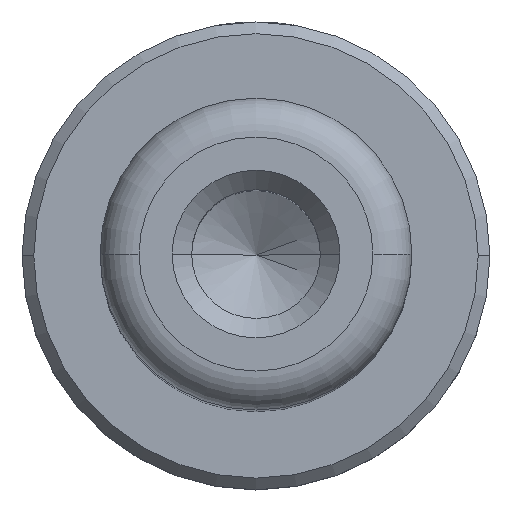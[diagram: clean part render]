
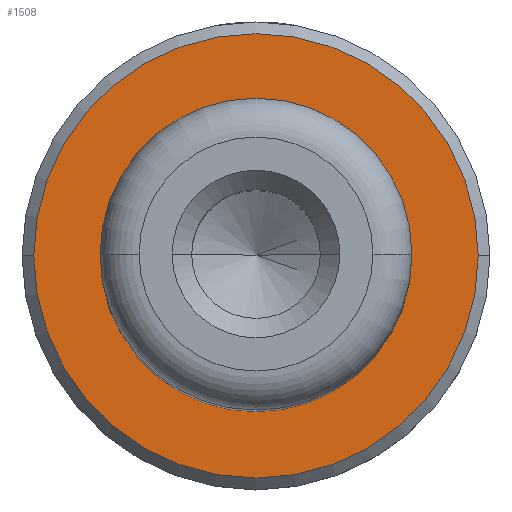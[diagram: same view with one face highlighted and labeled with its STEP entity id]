
A CAD part, top view. The second image highlights one B-rep face of the part: STEP entity #1508.
In plain terms, the highlighted planar face has unit normal (0, 0, 1).
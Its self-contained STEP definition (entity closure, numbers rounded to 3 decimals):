
#39 = ORIENTED_EDGE ( 'NONE', *, *, #470, .T. ) ;
#46 = ORIENTED_EDGE ( 'NONE', *, *, #1242, .T. ) ;
#71 = DIRECTION ( 'NONE',  ( 0., 0., 1. ) ) ;
#107 = EDGE_LOOP ( 'NONE', ( #471, #46 ) ) ;
#216 = CIRCLE ( 'NONE', #1656, 3.6 ) ;
#295 = DIRECTION ( 'NONE',  ( 0., 0., 1. ) ) ;
#304 = DIRECTION ( 'NONE',  ( 1., 0., 0. ) ) ;
#325 = PLANE ( 'NONE',  #1250 ) ;
#347 = DIRECTION ( 'NONE',  ( 0., 0., -1. ) ) ;
#350 = CARTESIAN_POINT ( 'NONE',  ( 3.6, 0., 11. ) ) ;
#409 = DIRECTION ( 'NONE',  ( 1., 0., 0. ) ) ;
#470 = EDGE_CURVE ( 'NONE', #1868, #1445, #1479, .T. ) ;
#471 = ORIENTED_EDGE ( 'NONE', *, *, #1857, .T. ) ;
#492 = AXIS2_PLACEMENT_3D ( 'NONE', #1950, #71, #409 ) ;
#510 = CARTESIAN_POINT ( 'NONE',  ( 0., 0., 11. ) ) ;
#518 = ORIENTED_EDGE ( 'NONE', *, *, #919, .T. ) ;
#521 = VERTEX_POINT ( 'NONE', #1020 ) ;
#602 = CIRCLE ( 'NONE', #492, 5.7 ) ;
#667 = CARTESIAN_POINT ( 'NONE',  ( -5.7, 0., 11. ) ) ;
#831 = DIRECTION ( 'NONE',  ( -1., 0., 0. ) ) ;
#838 = DIRECTION ( 'NONE',  ( 0., 0., -1. ) ) ;
#894 = CARTESIAN_POINT ( 'NONE',  ( 0., 0., 11. ) ) ;
#919 = EDGE_CURVE ( 'NONE', #1445, #1868, #602, .T. ) ;
#959 = VERTEX_POINT ( 'NONE', #350 ) ;
#997 = AXIS2_PLACEMENT_3D ( 'NONE', #894, #838, #831 ) ;
#1003 = FACE_OUTER_BOUND ( 'NONE', #1652, .T. ) ;
#1020 = CARTESIAN_POINT ( 'NONE',  ( -3.6, 0., 11. ) ) ;
#1151 = CARTESIAN_POINT ( 'NONE',  ( 5.7, 0., 11. ) ) ;
#1242 = EDGE_CURVE ( 'NONE', #959, #521, #1414, .T. ) ;
#1250 = AXIS2_PLACEMENT_3D ( 'NONE', #510, #295, #304 ) ;
#1309 = CARTESIAN_POINT ( 'NONE',  ( 0., 0., 11. ) ) ;
#1367 = FACE_BOUND ( 'NONE', #107, .T. ) ;
#1414 = CIRCLE ( 'NONE', #997, 3.6 ) ;
#1445 = VERTEX_POINT ( 'NONE', #1151 ) ;
#1467 = DIRECTION ( 'NONE',  ( -1., 0., 0. ) ) ;
#1479 = CIRCLE ( 'NONE', #2010, 5.7 ) ;
#1508 = ADVANCED_FACE ( 'NONE', ( #1003, #1367 ), #325, .T. ) ;
#1652 = EDGE_LOOP ( 'NONE', ( #39, #518 ) ) ;
#1656 = AXIS2_PLACEMENT_3D ( 'NONE', #1309, #347, #1467 ) ;
#1857 = EDGE_CURVE ( 'NONE', #521, #959, #216, .T. ) ;
#1868 = VERTEX_POINT ( 'NONE', #667 ) ;
#1923 = DIRECTION ( 'NONE',  ( 1., 0., 0. ) ) ;
#1950 = CARTESIAN_POINT ( 'NONE',  ( 0., 0., 11. ) ) ;
#1956 = CARTESIAN_POINT ( 'NONE',  ( 0., 0., 11. ) ) ;
#1966 = DIRECTION ( 'NONE',  ( 0., 0., 1. ) ) ;
#2010 = AXIS2_PLACEMENT_3D ( 'NONE', #1956, #1966, #1923 ) ;
